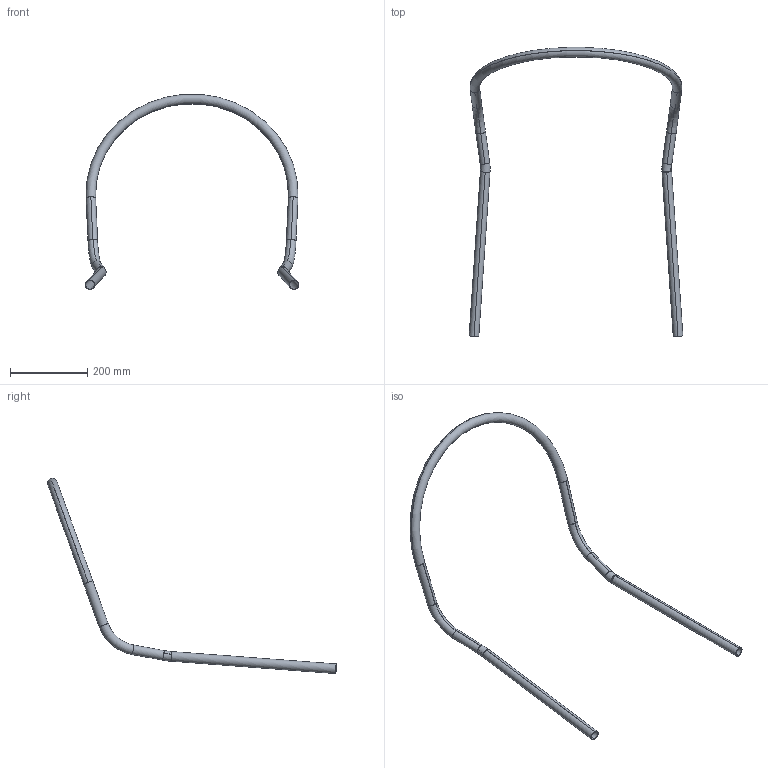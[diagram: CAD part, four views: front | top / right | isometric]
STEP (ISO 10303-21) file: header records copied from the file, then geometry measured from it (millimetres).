
FILE_DESCRIPTION (( 'STEP AP214' ), '1' );
FILE_NAME ('Standart Spinka214.STEP', '2023-08-09T13:06:44', ( '' ), ( '' ), 'SwSTEP 2.0', 'SolidWorks 2018', '' );
FILE_SCHEMA (( 'AUTOMOTIVE_DESIGN' ));
Length unit declared in the file: millimetre
Products named in the file (1): Standart Spinka214
Bounding box: 554.94 x 750 x 506.69 mm (x, y, z)
Volume: 177811.2 mm3; surface area: 355773.3 mm2
Topology: 1 solids, 1 shells, 50 faces, 140 edges, 92 vertices
Faces by surface type: torus 24, cylinder 24, plane 2
Entity records: 1726 total; most frequent: DIRECTION 358, CARTESIAN_POINT 283, ORIENTED_EDGE 280, AXIS2_PLACEMENT_3D 167, EDGE_CURVE 140, CIRCLE 116, VERTEX_POINT 92, EDGE_LOOP 52
